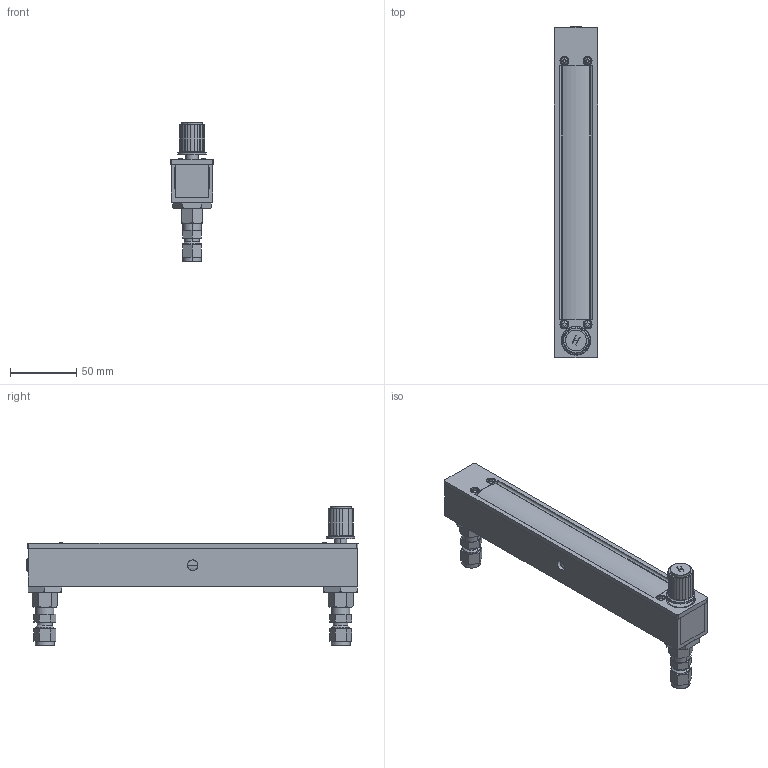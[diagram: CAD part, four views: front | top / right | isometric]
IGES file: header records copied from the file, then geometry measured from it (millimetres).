
Start section: SolidWorks IGES file using analytic representation for surfaces
Global section: file name: 1355G-1-U-5-A.IGS; native system: SolidWorks 2019; preprocessor: SolidWorks 2019; author: cfehr; date: 190621.152524; units: inch
Bounding box: 32.54 x 251.16 x 105.85 mm (x, y, z)
Surface area: 75205 mm2 (no closed solid volume)
Topology: 0 solids, 0 shells, 374 faces, 4725 edges, 4725 vertices
Faces by surface type: bspline 237, revolution 137
